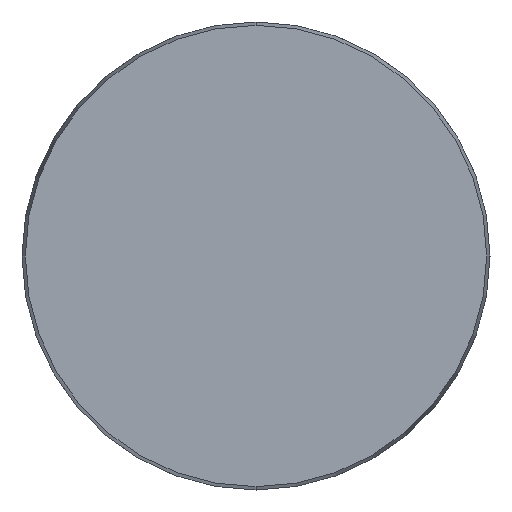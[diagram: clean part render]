
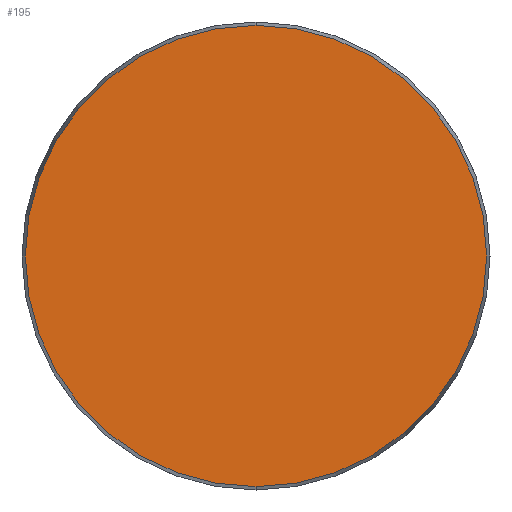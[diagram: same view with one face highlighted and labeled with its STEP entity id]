
A CAD part, front view. The second image highlights one B-rep face of the part: STEP entity #195.
In plain terms, the highlighted planar face has unit normal (0, -1, 0).
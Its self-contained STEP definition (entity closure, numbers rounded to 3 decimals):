
#3 = ORIENTED_EDGE ( 'NONE', *, *, #65, .T. ) ;
#31 = DIRECTION ( 'NONE',  ( 0., -1., 0. ) ) ;
#51 = DIRECTION ( 'NONE',  ( 0., 0., 1. ) ) ;
#65 = EDGE_CURVE ( 'NONE', #943, #862, #589, .T. ) ;
#102 = CARTESIAN_POINT ( 'NONE',  ( 0., 0., 0. ) ) ;
#124 = AXIS2_PLACEMENT_3D ( 'NONE', #929, #31, #355 ) ;
#195 = ADVANCED_FACE ( 'NONE', ( #359 ), #672, .F. ) ;
#251 = EDGE_CURVE ( 'NONE', #862, #943, #903, .T. ) ;
#289 = EDGE_LOOP ( 'NONE', ( #627, #3 ) ) ;
#342 = DIRECTION ( 'NONE',  ( 0., -1., 0. ) ) ;
#355 = DIRECTION ( 'NONE',  ( 0., 0., -1. ) ) ;
#359 = FACE_OUTER_BOUND ( 'NONE', #289, .T. ) ;
#369 = DIRECTION ( 'NONE',  ( 0., 1., 0. ) ) ;
#393 = AXIS2_PLACEMENT_3D ( 'NONE', #610, #369, #51 ) ;
#589 = CIRCLE ( 'NONE', #773, 59.143 ) ;
#610 = CARTESIAN_POINT ( 'NONE',  ( -59.143, 0., 0. ) ) ;
#618 = CARTESIAN_POINT ( 'NONE',  ( 0., 0., 59.143 ) ) ;
#627 = ORIENTED_EDGE ( 'NONE', *, *, #251, .T. ) ;
#655 = DIRECTION ( 'NONE',  ( 0., 0., -1. ) ) ;
#672 = PLANE ( 'NONE',  #393 ) ;
#773 = AXIS2_PLACEMENT_3D ( 'NONE', #102, #342, #655 ) ;
#824 = CARTESIAN_POINT ( 'NONE',  ( 0., 0., -59.143 ) ) ;
#862 = VERTEX_POINT ( 'NONE', #618 ) ;
#903 = CIRCLE ( 'NONE', #124, 59.143 ) ;
#929 = CARTESIAN_POINT ( 'NONE',  ( 0., 0., 0. ) ) ;
#943 = VERTEX_POINT ( 'NONE', #824 ) ;
